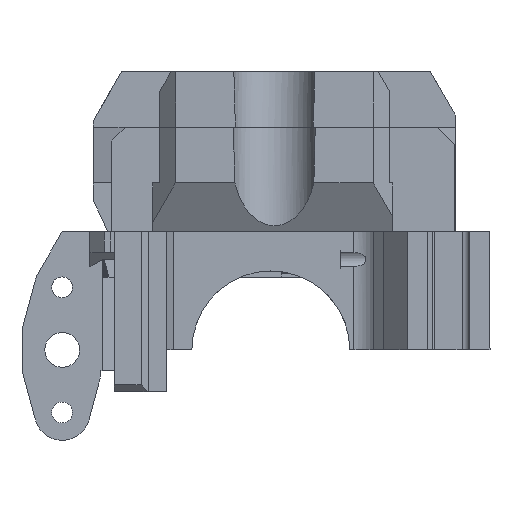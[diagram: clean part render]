
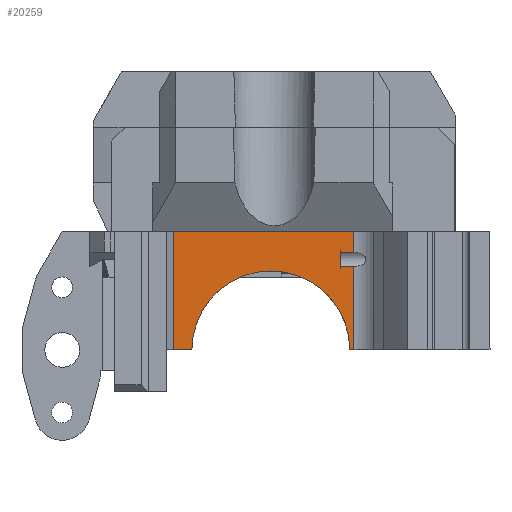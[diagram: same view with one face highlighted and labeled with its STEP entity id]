
A CAD part, front view. The second image highlights one B-rep face of the part: STEP entity #20259.
In plain terms, the highlighted planar face has unit normal (0, -1, 0).
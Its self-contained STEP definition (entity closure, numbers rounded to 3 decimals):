
#1184=PLANE('',#21378);
#2157=FACE_OUTER_BOUND('',#3249,.T.);
#3249=EDGE_LOOP('',(#17270,#17271,#17272,#17273,#17274,#17275,#17276,#17277,
#17278,#17279));
#4741=LINE('',#29463,#7007);
#5075=LINE('',#33139,#7341);
#5099=LINE('',#34248,#7365);
#5100=LINE('',#34272,#7366);
#5105=LINE('',#34511,#7371);
#5106=LINE('',#34513,#7372);
#5107=LINE('',#34514,#7373);
#5108=LINE('',#34516,#7374);
#5109=LINE('',#34517,#7375);
#7007=VECTOR('',#24060,1.);
#7341=VECTOR('',#24668,1.);
#7365=VECTOR('',#24734,1.);
#7366=VECTOR('',#24735,1.);
#7371=VECTOR('',#24758,1.);
#7372=VECTOR('',#24759,1.);
#7373=VECTOR('',#24760,1.);
#7374=VECTOR('',#24761,1.);
#7375=VECTOR('',#24762,1.);
#8346=CIRCLE('',#21279,11.35);
#9367=VERTEX_POINT('',#29460);
#9368=VERTEX_POINT('',#29462);
#9725=VERTEX_POINT('',#32777);
#9727=VERTEX_POINT('',#32780);
#9789=VERTEX_POINT('',#33137);
#9824=VERTEX_POINT('',#34247);
#9825=VERTEX_POINT('',#34249);
#9831=VERTEX_POINT('',#34510);
#9832=VERTEX_POINT('',#34512);
#9833=VERTEX_POINT('',#34515);
#11744=EDGE_CURVE('',#9367,#9368,#4741,.T.);
#12288=EDGE_CURVE('',#9727,#9725,#8346,.T.);
#12380=EDGE_CURVE('',#9725,#9789,#5075,.T.);
#12437=EDGE_CURVE('',#9368,#9824,#5099,.T.);
#12439=EDGE_CURVE('',#9825,#9789,#5100,.T.);
#12453=EDGE_CURVE('',#9831,#9825,#5105,.T.);
#12454=EDGE_CURVE('',#9831,#9832,#5106,.T.);
#12455=EDGE_CURVE('',#9824,#9832,#5107,.T.);
#12456=EDGE_CURVE('',#9367,#9833,#5108,.T.);
#12457=EDGE_CURVE('',#9833,#9727,#5109,.T.);
#17270=ORIENTED_EDGE('',*,*,#12288,.T.);
#17271=ORIENTED_EDGE('',*,*,#12380,.T.);
#17272=ORIENTED_EDGE('',*,*,#12439,.F.);
#17273=ORIENTED_EDGE('',*,*,#12453,.F.);
#17274=ORIENTED_EDGE('',*,*,#12454,.T.);
#17275=ORIENTED_EDGE('',*,*,#12455,.F.);
#17276=ORIENTED_EDGE('',*,*,#12437,.F.);
#17277=ORIENTED_EDGE('',*,*,#11744,.F.);
#17278=ORIENTED_EDGE('',*,*,#12456,.T.);
#17279=ORIENTED_EDGE('',*,*,#12457,.T.);
#20259=ADVANCED_FACE('',(#2157),#1184,.F.);
#21279=AXIS2_PLACEMENT_3D('',#32781,#24483,#24484);
#21378=AXIS2_PLACEMENT_3D('',#34509,#24756,#24757);
#24060=DIRECTION('',(1.,0.,0.));
#24483=DIRECTION('center_axis',(0.,1.,0.));
#24484=DIRECTION('ref_axis',(1.,0.,0.));
#24668=DIRECTION('',(1.,0.,0.));
#24734=DIRECTION('',(0.,0.,-1.));
#24735=DIRECTION('',(0.,0.,-1.));
#24756=DIRECTION('center_axis',(0.,1.,0.));
#24757=DIRECTION('ref_axis',(0.,0.,
1.));
#24758=DIRECTION('',(1.,0.,0.));
#24759=DIRECTION('',(0.,0.,1.));
#24760=DIRECTION('',(-1.,0.,0.));
#24761=DIRECTION('',(0.,0.,-1.));
#24762=DIRECTION('',(1.,0.,0.));
#29460=CARTESIAN_POINT('',(5.25,-64.,39.6));
#29462=CARTESIAN_POINT('',(31.179,-64.,39.6));
#29463=CARTESIAN_POINT('',(2.25,-64.,39.6));
#32777=CARTESIAN_POINT('',(30.6,-64.,22.6));
#32780=CARTESIAN_POINT('',(7.9,-64.,22.6));
#32781=CARTESIAN_POINT('Origin',(19.25,-64.,22.6));
#33137=CARTESIAN_POINT('',(31.179,-64.,22.6));
#33139=CARTESIAN_POINT('',(1.75,-64.,22.6));
#34247=CARTESIAN_POINT('',(31.179,-64.,36.58));
#34248=CARTESIAN_POINT('',(31.179,-64.,14.35));
#34249=CARTESIAN_POINT('',(31.179,-64.,34.62));
#34272=CARTESIAN_POINT('',(31.179,-64.,14.35));
#34509=CARTESIAN_POINT('Origin',(2.25,-64.,9.1));
#34510=CARTESIAN_POINT('',(29.25,-64.,34.62));
#34511=CARTESIAN_POINT('',(39.25,-64.,34.62));
#34512=CARTESIAN_POINT('',(29.25,-64.,36.58));
#34513=CARTESIAN_POINT('',(29.25,-64.,22.35));
#34514=CARTESIAN_POINT('',(39.25,-64.,36.58));
#34515=CARTESIAN_POINT('',(5.25,-64.,22.6));
#34516=CARTESIAN_POINT('',(5.25,-64.,14.35));
#34517=CARTESIAN_POINT('',(1.75,-64.,22.6));
